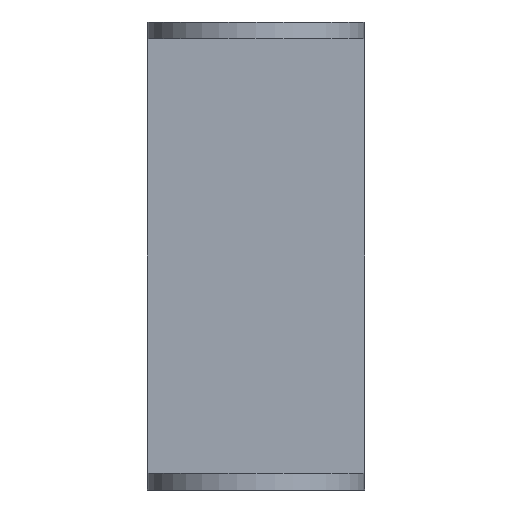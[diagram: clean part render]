
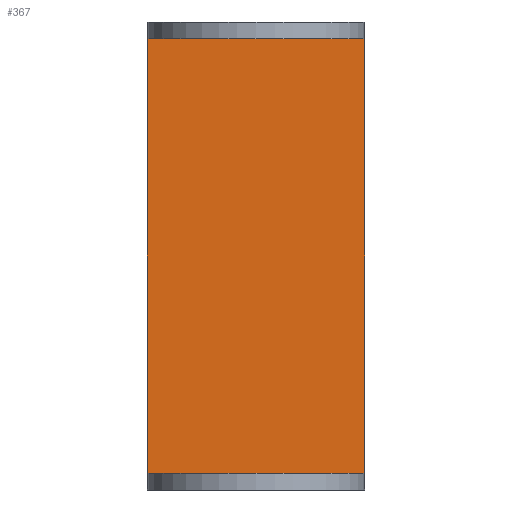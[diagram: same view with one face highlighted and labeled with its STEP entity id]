
A CAD part, front view. The second image highlights one B-rep face of the part: STEP entity #367.
In plain terms, the highlighted planar face has unit normal (0, -1, 0).
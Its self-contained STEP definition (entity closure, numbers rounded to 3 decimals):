
#25=FACE_OUTER_BOUND('',#45,.T.);
#45=EDGE_LOOP('',(#253,#254,#255,#256));
#64=LINE('',#543,#102);
#67=LINE('',#552,#105);
#69=LINE('',#555,#107);
#70=LINE('',#556,#108);
#102=VECTOR('',#430,10.);
#105=VECTOR('',#437,10.);
#107=VECTOR('',#441,10.);
#108=VECTOR('',#442,10.);
#157=VERTEX_POINT('',#540);
#158=VERTEX_POINT('',#542);
#161=VERTEX_POINT('',#549);
#162=VERTEX_POINT('',#551);
#193=EDGE_CURVE('',#158,#157,#64,.T.);
#197=EDGE_CURVE('',#161,#162,#67,.T.);
#199=EDGE_CURVE('',#157,#162,#69,.T.);
#200=EDGE_CURVE('',#161,#158,#70,.T.);
#253=ORIENTED_EDGE('',*,*,#199,.T.);
#254=ORIENTED_EDGE('',*,*,#197,.F.);
#255=ORIENTED_EDGE('',*,*,#200,.T.);
#256=ORIENTED_EDGE('',*,*,#193,.T.);
#355=PLANE('',#391);
#367=ADVANCED_FACE('',(#25),#355,.T.);
#391=AXIS2_PLACEMENT_3D('',#554,#439,#440);
#430=DIRECTION('',(-1.,0.,0.));
#437=DIRECTION('',(-1.,0.,0.));
#439=DIRECTION('center_axis',(0.,-1.,0.));
#440=DIRECTION('ref_axis',(0.,0.,1.));
#441=DIRECTION('',(0.,0.,-1.));
#442=DIRECTION('',(0.,0.,1.));
#540=CARTESIAN_POINT('',(-13.,-2.,26.));
#542=CARTESIAN_POINT('',(13.,-2.,26.));
#543=CARTESIAN_POINT('',(13.,-2.,26.));
#549=CARTESIAN_POINT('',(13.,-2.,-26.));
#551=CARTESIAN_POINT('',(-13.,-2.,-26.));
#552=CARTESIAN_POINT('',(13.,-2.,-26.));
#554=CARTESIAN_POINT('Origin',(13.,-2.,-26.));
#555=CARTESIAN_POINT('',(-13.,-2.,-27.));
#556=CARTESIAN_POINT('',(13.,-2.,1.));
